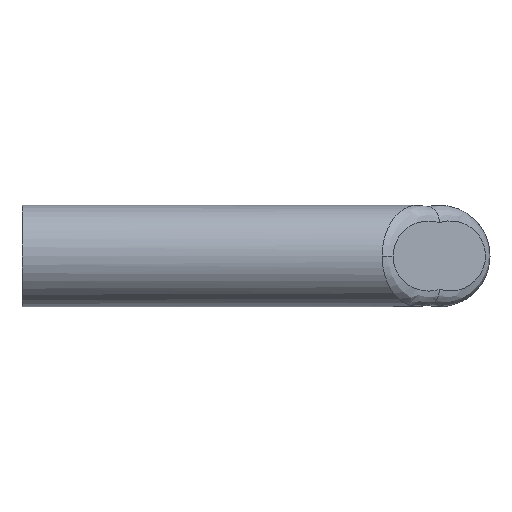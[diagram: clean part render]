
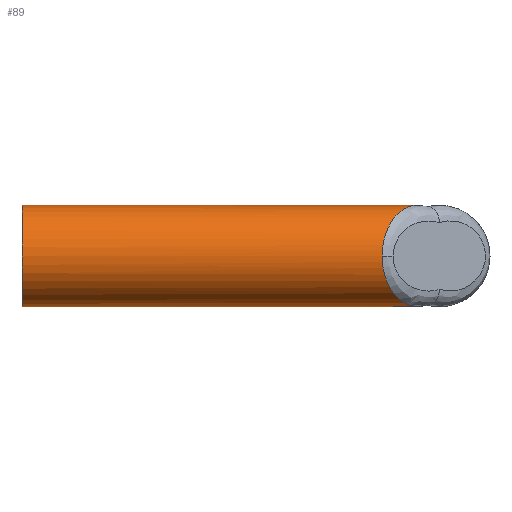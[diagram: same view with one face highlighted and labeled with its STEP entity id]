
A CAD part, front view. The second image highlights one B-rep face of the part: STEP entity #89.
In plain terms, the highlighted cylindrical face has radius 32.5 mm (diameter 65 mm), a partial arc.
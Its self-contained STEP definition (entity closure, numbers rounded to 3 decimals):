
#1 = CARTESIAN_POINT ( 'NONE',  ( 0., 0., 32.5 ) ) ;
#33 = ORIENTED_EDGE ( 'NONE', *, *, #335, .T. ) ;
#41 = LINE ( 'NONE', #506, #293 ) ;
#52 = CARTESIAN_POINT ( 'NONE',  ( 230.858, -32.5, 0. ) ) ;
#71 = EDGE_LOOP ( 'NONE', ( #346, #33, #219, #157, #446 ) ) ;
#80 = CARTESIAN_POINT ( 'NONE',  ( 230.858, -32.5, 0. ) ) ;
#84 = VERTEX_POINT ( 'NONE', #244 ) ;
#89 = ADVANCED_FACE ( 'NONE', ( #297 ), #164, .T. ) ;
#110 = VERTEX_POINT ( 'NONE', #52 ) ;
#117 = DIRECTION ( 'NONE',  ( 0., 0., 1. ) ) ;
#119 = CARTESIAN_POINT ( 'NONE',  ( 230.858, -32.5, 19.038 ) ) ;
#131 = VECTOR ( 'NONE', #450, 1000. ) ;
#156 = CARTESIAN_POINT ( 'NONE',  ( 300., 0., 32.5 ) ) ;
#157 = ORIENTED_EDGE ( 'NONE', *, *, #593, .T. ) ;
#164 = CYLINDRICAL_SURFACE ( 'NONE', #186, 32.5 ) ;
#167 = AXIS2_PLACEMENT_3D ( 'NONE', #533, #308, #343 ) ;
#186 = AXIS2_PLACEMENT_3D ( 'NONE', #535, #249, #117 ) ;
#191 = EDGE_CURVE ( 'NONE', #583, #261, #41, .T. ) ;
#219 = ORIENTED_EDGE ( 'NONE', *, *, #220, .T. ) ;
#220 = EDGE_CURVE ( 'NONE', #110, #84, #421, .T. ) ;
#235 = DIRECTION ( 'NONE',  ( -1., 0., 0. ) ) ;
#244 = CARTESIAN_POINT ( 'NONE',  ( 253.358, 0., 32.5 ) ) ;
#249 = DIRECTION ( 'NONE',  ( -1., 0., 0. ) ) ;
#256 = EDGE_CURVE ( 'NONE', #392, #261, #411, .T. ) ;
#261 = VERTEX_POINT ( 'NONE', #597 ) ;
#271 = CARTESIAN_POINT ( 'NONE',  ( 240.178, -19.038, -32.5 ) ) ;
#293 = VECTOR ( 'NONE', #235, 1000. ) ;
#297 = FACE_OUTER_BOUND ( 'NONE', #71, .T. ) ;
#308 = DIRECTION ( 'NONE',  ( 1., 0., 0. ) ) ;
#335 = EDGE_CURVE ( 'NONE', #583, #110, #427, .T. ) ;
#343 = DIRECTION ( 'NONE',  ( 0., 0., -1. ) ) ;
#346 = ORIENTED_EDGE ( 'NONE', *, *, #191, .F. ) ;
#349 = LINE ( 'NONE', #156, #131 ) ;
#361 = CARTESIAN_POINT ( 'NONE',  ( 253.358, 0., 32.5 ) ) ;
#392 = VERTEX_POINT ( 'NONE', #1 ) ;
#395 = CARTESIAN_POINT ( 'NONE',  ( 253.358, 0., -32.5 ) ) ;
#411 = CIRCLE ( 'NONE', #167, 32.5 ) ;
#421 =( BOUNDED_CURVE ( )  B_SPLINE_CURVE ( 3, ( #80, #119, #502, #361 ),
 .UNSPECIFIED., .F., .T. ) 
 B_SPLINE_CURVE_WITH_KNOTS ( ( 4, 4 ),
 ( 0., 1.571 ),
 .UNSPECIFIED. ) 
 CURVE ( )  GEOMETRIC_REPRESENTATION_ITEM ( )  RATIONAL_B_SPLINE_CURVE ( ( 1., 0.805, 0.805, 1. ) ) 
 REPRESENTATION_ITEM ( '' )  );
#427 =( BOUNDED_CURVE ( )  B_SPLINE_CURVE ( 3, ( #558, #271, #509, #477 ),
 .UNSPECIFIED., .F., .T. ) 
 B_SPLINE_CURVE_WITH_KNOTS ( ( 4, 4 ),
 ( 4.712, 6.283 ),
 .UNSPECIFIED. ) 
 CURVE ( )  GEOMETRIC_REPRESENTATION_ITEM ( )  RATIONAL_B_SPLINE_CURVE ( ( 1., 0.805, 0.805, 1. ) ) 
 REPRESENTATION_ITEM ( '' )  );
#446 = ORIENTED_EDGE ( 'NONE', *, *, #256, .T. ) ;
#450 = DIRECTION ( 'NONE',  ( -1., 0., 0. ) ) ;
#477 = CARTESIAN_POINT ( 'NONE',  ( 230.858, -32.5, 0. ) ) ;
#502 = CARTESIAN_POINT ( 'NONE',  ( 240.178, -19.038, 32.5 ) ) ;
#506 = CARTESIAN_POINT ( 'NONE',  ( 300., 0., -32.5 ) ) ;
#509 = CARTESIAN_POINT ( 'NONE',  ( 230.858, -32.5, -19.038 ) ) ;
#533 = CARTESIAN_POINT ( 'NONE',  ( 0., 0., 0. ) ) ;
#535 = CARTESIAN_POINT ( 'NONE',  ( 300., 0., 0. ) ) ;
#558 = CARTESIAN_POINT ( 'NONE',  ( 253.358, 0., -32.5 ) ) ;
#583 = VERTEX_POINT ( 'NONE', #395 ) ;
#593 = EDGE_CURVE ( 'NONE', #84, #392, #349, .T. ) ;
#597 = CARTESIAN_POINT ( 'NONE',  ( 0., 0., -32.5 ) ) ;
